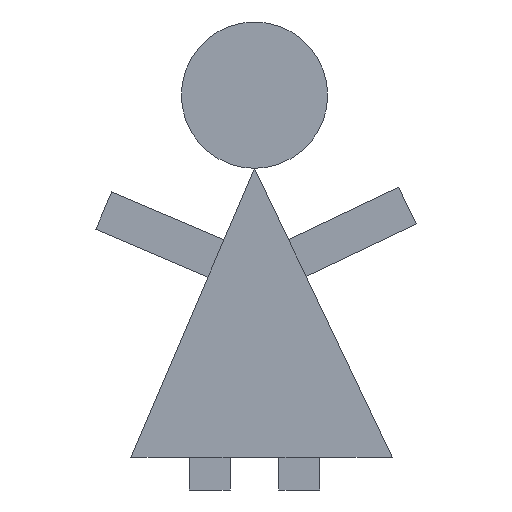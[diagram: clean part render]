
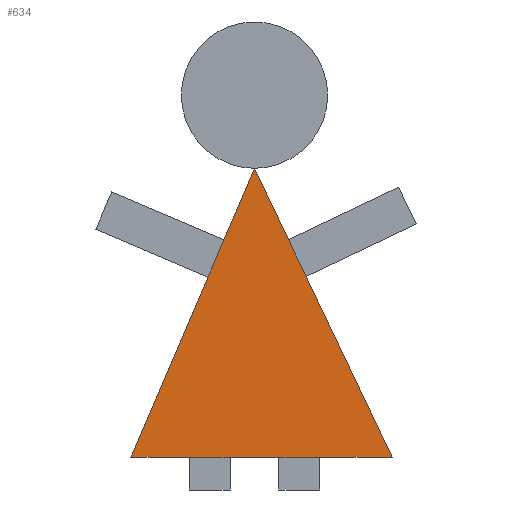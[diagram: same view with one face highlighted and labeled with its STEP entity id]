
A CAD part, front view. The second image highlights one B-rep face of the part: STEP entity #634.
In plain terms, the highlighted planar face has unit normal (0, -1, 0).
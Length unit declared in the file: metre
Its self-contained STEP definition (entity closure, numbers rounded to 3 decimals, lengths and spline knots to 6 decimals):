
#94=ORIENTED_EDGE('',*,*,#208,.T.);
#95=ORIENTED_EDGE('',*,*,#212,.T.);
#96=ORIENTED_EDGE('',*,*,#215,.T.);
#97=ORIENTED_EDGE('',*,*,#218,.T.);
#98=ORIENTED_EDGE('',*,*,#221,.T.);
#99=ORIENTED_EDGE('',*,*,#224,.T.);
#100=ORIENTED_EDGE('',*,*,#227,.T.);
#101=ORIENTED_EDGE('',*,*,#230,.T.);
#102=ORIENTED_EDGE('',*,*,#233,.T.);
#103=ORIENTED_EDGE('',*,*,#236,.T.);
#104=ORIENTED_EDGE('',*,*,#238,.T.);
#208=EDGE_CURVE('',#289,#288,#348,.T.);
#212=EDGE_CURVE('',#288,#291,#352,.T.);
#215=EDGE_CURVE('',#291,#293,#355,.T.);
#218=EDGE_CURVE('',#293,#295,#358,.T.);
#221=EDGE_CURVE('',#295,#297,#361,.T.);
#224=EDGE_CURVE('',#297,#299,#364,.T.);
#227=EDGE_CURVE('',#299,#301,#367,.T.);
#230=EDGE_CURVE('',#301,#303,#370,.T.);
#233=EDGE_CURVE('',#303,#305,#373,.T.);
#236=EDGE_CURVE('',#305,#307,#376,.T.);
#238=EDGE_CURVE('',#307,#289,#378,.T.);
#288=VERTEX_POINT('',#985);
#289=VERTEX_POINT('',#987);
#291=VERTEX_POINT('',#993);
#293=VERTEX_POINT('',#999);
#295=VERTEX_POINT('',#1005);
#297=VERTEX_POINT('',#1011);
#299=VERTEX_POINT('',#1017);
#301=VERTEX_POINT('',#1023);
#303=VERTEX_POINT('',#1029);
#305=VERTEX_POINT('',#1035);
#307=VERTEX_POINT('',#1041);
#348=LINE('',#986,#430);
#352=LINE('',#994,#434);
#355=LINE('',#1000,#437);
#358=LINE('',#1006,#440);
#361=LINE('',#1012,#443);
#364=LINE('',#1018,#446);
#367=LINE('',#1024,#449);
#370=LINE('',#1030,#452);
#373=LINE('',#1036,#455);
#376=LINE('',#1042,#458);
#378=LINE('',#1045,#460);
#430=VECTOR('',#806,1.);
#434=VECTOR('',#812,1.);
#437=VECTOR('',#817,1.);
#440=VECTOR('',#822,1.);
#443=VECTOR('',#827,1.);
#446=VECTOR('',#832,1.);
#449=VECTOR('',#837,1.);
#452=VECTOR('',#842,1.);
#455=VECTOR('',#847,1.);
#458=VECTOR('',#852,1.);
#460=VECTOR('',#856,1.);
#515=EDGE_LOOP('',(#94,#95,#96,#97,#98,#99,#100,#101,#102,#103,#104));
#555=FACE_BOUND('',#515,.T.);
#595=PLANE('',#745);
#634=ADVANCED_FACE('',(#555),#595,.T.);
#745=AXIS2_PLACEMENT_3D('',#1046,#857,#858);
#806=DIRECTION('',(-0.393,0.,-0.919));
#812=DIRECTION('',(-0.393,0.,-0.919));
#817=DIRECTION('',(-0.393,0.,-0.919));
#822=DIRECTION('',(1.,0.,0.));
#827=DIRECTION('',(1.,0.,0.));
#832=DIRECTION('',(1.,0.,0.));
#837=DIRECTION('',(1.,0.,0.));
#842=DIRECTION('',(1.,0.,0.));
#847=DIRECTION('',(-0.431,0.,0.903));
#852=DIRECTION('',(-0.431,0.,0.903));
#856=DIRECTION('',(-0.431,0.,0.903));
#857=DIRECTION('',(0.,-1.,0.));
#858=DIRECTION('',(1.,0.,0.));
#985=CARTESIAN_POINT('',(-0.075121,-0.1,0.161473));
#986=CARTESIAN_POINT('',(-0.037561,-0.1,0.249268));
#987=CARTESIAN_POINT('',(0.,-0.1,0.337062));
#993=CARTESIAN_POINT('',(-0.114455,-0.1,0.069534));
#994=CARTESIAN_POINT('',(-0.094788,-0.1,0.115504));
#999=CARTESIAN_POINT('',(-0.304354,-0.1,-0.374334));
#1000=CARTESIAN_POINT('',(-0.209405,-0.1,-0.1524));
#1005=CARTESIAN_POINT('',(-0.16,-0.1,-0.374334));
#1006=CARTESIAN_POINT('',(-0.232177,-0.1,-0.374334));
#1011=CARTESIAN_POINT('',(-0.06,-0.1,-0.374334));
#1012=CARTESIAN_POINT('',(-0.11,-0.1,-0.374334));
#1017=CARTESIAN_POINT('',(0.06,-0.1,-0.374334));
#1018=CARTESIAN_POINT('',(0.,-0.1,-0.374334));
#1023=CARTESIAN_POINT('',(0.16,-0.1,-0.374334));
#1024=CARTESIAN_POINT('',(0.11,-0.1,-0.374334));
#1029=CARTESIAN_POINT('',(0.33935,-0.1,-0.374334));
#1030=CARTESIAN_POINT('',(0.249675,-0.1,-0.374334));
#1035=CARTESIAN_POINT('',(0.126814,-0.1,0.071216));
#1036=CARTESIAN_POINT('',(0.233082,-0.1,-0.151559));
#1041=CARTESIAN_POINT('',(0.083759,-0.1,0.161473));
#1042=CARTESIAN_POINT('',(0.105286,-0.1,0.116345));
#1045=CARTESIAN_POINT('',(0.04188,-0.1,0.249268));
#1046=CARTESIAN_POINT('',(0.003656,-0.1,0.121364));
